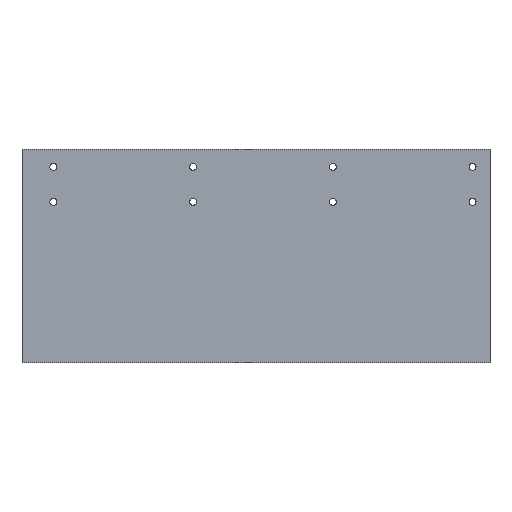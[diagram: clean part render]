
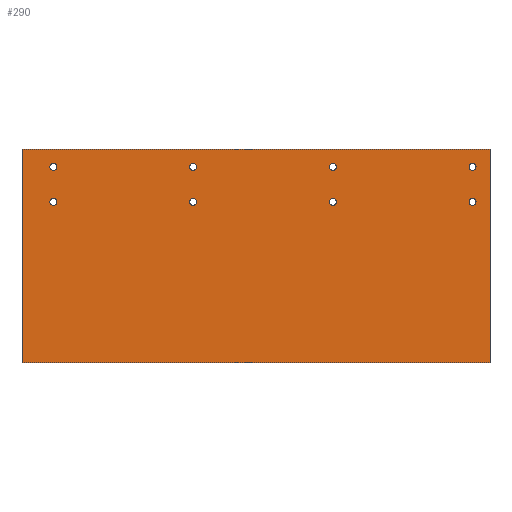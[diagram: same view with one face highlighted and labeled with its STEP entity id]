
A CAD part, left-side view. The second image highlights one B-rep face of the part: STEP entity #290.
In plain terms, the highlighted planar face has unit normal (-1, 0, 0).
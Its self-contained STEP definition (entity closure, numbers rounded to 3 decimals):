
#23=FACE_BOUND('',#73,.T.);
#24=FACE_BOUND('',#74,.T.);
#25=FACE_BOUND('',#75,.T.);
#26=FACE_BOUND('',#76,.T.);
#27=FACE_BOUND('',#77,.T.);
#28=FACE_BOUND('',#78,.T.);
#29=FACE_BOUND('',#79,.T.);
#30=FACE_BOUND('',#80,.T.);
#36=PLANE('',#334);
#50=FACE_OUTER_BOUND('',#72,.T.);
#72=EDGE_LOOP('',(#257,#258,#259,#260));
#73=EDGE_LOOP('',(#261));
#74=EDGE_LOOP('',(#262));
#75=EDGE_LOOP('',(#263));
#76=EDGE_LOOP('',(#264));
#77=EDGE_LOOP('',(#265));
#78=EDGE_LOOP('',(#266));
#79=EDGE_LOOP('',(#267));
#80=EDGE_LOOP('',(#268));
#91=LINE('',#473,#111);
#94=LINE('',#479,#114);
#97=LINE('',#485,#117);
#100=LINE('',#489,#120);
#111=VECTOR('',#397,10.);
#114=VECTOR('',#402,10.);
#117=VECTOR('',#407,10.);
#120=VECTOR('',#412,10.);
#122=CIRCLE('',#307,5.);
#124=CIRCLE('',#310,5.);
#126=CIRCLE('',#313,5.);
#128=CIRCLE('',#316,5.);
#130=CIRCLE('',#319,5.);
#132=CIRCLE('',#322,5.);
#134=CIRCLE('',#325,5.);
#136=CIRCLE('',#328,5.);
#138=VERTEX_POINT('',#421);
#140=VERTEX_POINT('',#427);
#142=VERTEX_POINT('',#433);
#144=VERTEX_POINT('',#439);
#146=VERTEX_POINT('',#445);
#148=VERTEX_POINT('',#451);
#150=VERTEX_POINT('',#457);
#152=VERTEX_POINT('',#463);
#155=VERTEX_POINT('',#470);
#156=VERTEX_POINT('',#472);
#158=VERTEX_POINT('',#478);
#160=VERTEX_POINT('',#484);
#163=EDGE_CURVE('',#138,#138,#122,.T.);
#166=EDGE_CURVE('',#140,#140,#124,.T.);
#169=EDGE_CURVE('',#142,#142,#126,.T.);
#172=EDGE_CURVE('',#144,#144,#128,.T.);
#175=EDGE_CURVE('',#146,#146,#130,.T.);
#178=EDGE_CURVE('',#148,#148,#132,.T.);
#181=EDGE_CURVE('',#150,#150,#134,.T.);
#184=EDGE_CURVE('',#152,#152,#136,.T.);
#187=EDGE_CURVE('',#156,#155,#91,.T.);
#190=EDGE_CURVE('',#158,#156,#94,.T.);
#193=EDGE_CURVE('',#160,#158,#97,.T.);
#196=EDGE_CURVE('',#155,#160,#100,.T.);
#257=ORIENTED_EDGE('',*,*,#196,.T.);
#258=ORIENTED_EDGE('',*,*,#193,.T.);
#259=ORIENTED_EDGE('',*,*,#190,.T.);
#260=ORIENTED_EDGE('',*,*,#187,.T.);
#261=ORIENTED_EDGE('',*,*,#163,.T.);
#262=ORIENTED_EDGE('',*,*,#166,.T.);
#263=ORIENTED_EDGE('',*,*,#169,.T.);
#264=ORIENTED_EDGE('',*,*,#172,.T.);
#265=ORIENTED_EDGE('',*,*,#175,.T.);
#266=ORIENTED_EDGE('',*,*,#178,.T.);
#267=ORIENTED_EDGE('',*,*,#181,.T.);
#268=ORIENTED_EDGE('',*,*,#184,.T.);
#290=ADVANCED_FACE('',(#50,#23,#24,#25,#26,#27,#28,#29,#30),#36,.T.);
#307=AXIS2_PLACEMENT_3D('',#423,#342,#343);
#310=AXIS2_PLACEMENT_3D('',#429,#349,#350);
#313=AXIS2_PLACEMENT_3D('',#435,#356,#357);
#316=AXIS2_PLACEMENT_3D('',#441,#363,#364);
#319=AXIS2_PLACEMENT_3D('',#447,#370,#371);
#322=AXIS2_PLACEMENT_3D('',#453,#377,#378);
#325=AXIS2_PLACEMENT_3D('',#459,#384,#385);
#328=AXIS2_PLACEMENT_3D('',#465,#391,#392);
#334=AXIS2_PLACEMENT_3D('',#491,#415,#416);
#342=DIRECTION('center_axis',(1.,0.,0.));
#343=DIRECTION('ref_axis',(0.,1.,0.));
#349=DIRECTION('center_axis',(1.,0.,0.));
#350=DIRECTION('ref_axis',(0.,1.,0.));
#356=DIRECTION('center_axis',(1.,0.,0.));
#357=DIRECTION('ref_axis',(0.,1.,0.));
#363=DIRECTION('center_axis',(1.,0.,0.));
#364=DIRECTION('ref_axis',(0.,1.,0.));
#370=DIRECTION('center_axis',(1.,0.,0.));
#371=DIRECTION('ref_axis',(0.,1.,0.));
#377=DIRECTION('center_axis',(1.,0.,0.));
#378=DIRECTION('ref_axis',(0.,1.,0.));
#384=DIRECTION('center_axis',(1.,0.,0.));
#385=DIRECTION('ref_axis',(0.,1.,0.));
#391=DIRECTION('center_axis',(1.,0.,0.));
#392=DIRECTION('ref_axis',(0.,1.,0.));
#397=DIRECTION('',(0.,0.,1.));
#402=DIRECTION('',(0.,-1.,0.));
#407=DIRECTION('',(0.,0.,-1.));
#412=DIRECTION('',(0.,1.,0.));
#415=DIRECTION('center_axis',(-1.,0.,0.));
#416=DIRECTION('ref_axis',(0.,0.,1.));
#421=CARTESIAN_POINT('',(-16.,285.,77.5));
#423=CARTESIAN_POINT('Origin',(-16.,290.,77.5));
#427=CARTESIAN_POINT('',(-16.,85.,77.5));
#429=CARTESIAN_POINT('Origin',(-16.,90.,77.5));
#433=CARTESIAN_POINT('',(-16.,-115.,77.5));
#435=CARTESIAN_POINT('Origin',(-16.,-110.,77.5));
#439=CARTESIAN_POINT('',(-16.,-315.,127.5));
#441=CARTESIAN_POINT('Origin',(-16.,-310.,127.5));
#445=CARTESIAN_POINT('',(-16.,-315.,77.5));
#447=CARTESIAN_POINT('Origin',(-16.,-310.,77.5));
#451=CARTESIAN_POINT('',(-16.,-115.,127.5));
#453=CARTESIAN_POINT('Origin',(-16.,-110.,127.5));
#457=CARTESIAN_POINT('',(-16.,85.,127.5));
#459=CARTESIAN_POINT('Origin',(-16.,90.,127.5));
#463=CARTESIAN_POINT('',(-16.,285.,127.5));
#465=CARTESIAN_POINT('Origin',(-16.,290.,127.5));
#470=CARTESIAN_POINT('',(-16.,-335.,152.5));
#472=CARTESIAN_POINT('',(-16.,-335.,-152.5));
#473=CARTESIAN_POINT('',(-16.,-335.,-152.5));
#478=CARTESIAN_POINT('',(-16.,335.,-152.5));
#479=CARTESIAN_POINT('',(-16.,335.,-152.5));
#484=CARTESIAN_POINT('',(-16.,335.,152.5));
#485=CARTESIAN_POINT('',(-16.,335.,152.5));
#489=CARTESIAN_POINT('',(-16.,-335.,152.5));
#491=CARTESIAN_POINT('Origin',(-16.,0.,0.));
